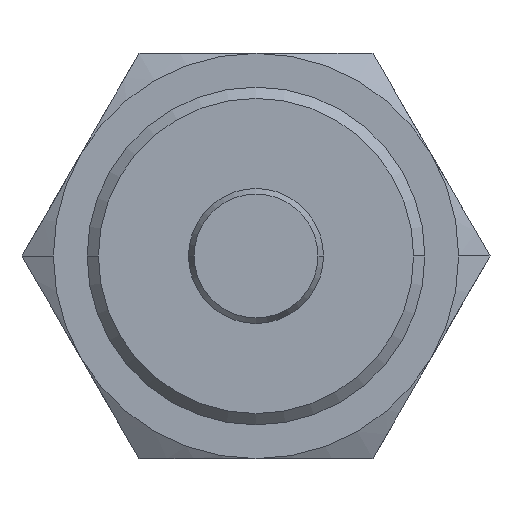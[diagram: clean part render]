
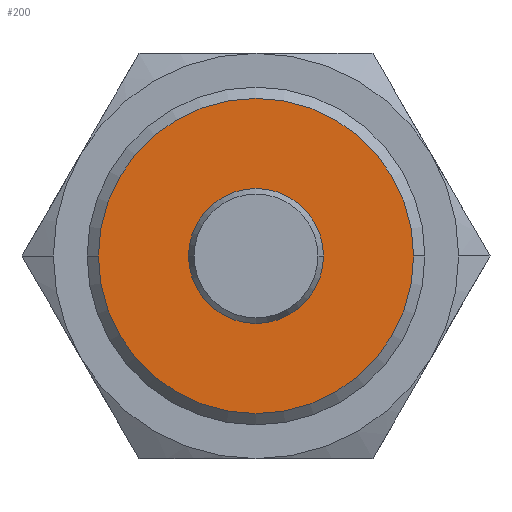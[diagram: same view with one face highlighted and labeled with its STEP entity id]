
A CAD part, front view. The second image highlights one B-rep face of the part: STEP entity #200.
In plain terms, the highlighted planar face has unit normal (0, -1, 0).
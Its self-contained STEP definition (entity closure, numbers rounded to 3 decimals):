
#200=ADVANCED_FACE('',(#330,#331),#332,.T.);
#330=FACE_OUTER_BOUND('',#532,.T.);
#331=FACE_BOUND('',#533,.T.);
#332=PLANE('',#534);
#532=EDGE_LOOP('',(#873,#874));
#533=EDGE_LOOP('',(#875,#876));
#534=AXIS2_PLACEMENT_3D('',#877,#878,#879);
#873=ORIENTED_EDGE('',*,*,#1368,.F.);
#874=ORIENTED_EDGE('',*,*,#1420,.F.);
#875=ORIENTED_EDGE('',*,*,#1373,.T.);
#876=ORIENTED_EDGE('',*,*,#1419,.T.);
#877=CARTESIAN_POINT('',(-9.75,-36.0,0.0));
#878=DIRECTION('',(0.0,-1.0,0.0));
#879=DIRECTION('',(1.0,0.0,0.0));
#1368=EDGE_CURVE('',#1575,#1577,#1578,.T.);
#1373=EDGE_CURVE('',#1581,#1585,#1587,.T.);
#1419=EDGE_CURVE('',#1585,#1581,#1659,.T.);
#1420=EDGE_CURVE('',#1577,#1575,#1660,.T.);
#1575=VERTEX_POINT('',#1893);
#1577=VERTEX_POINT('',#1896);
#1578=CIRCLE('',#1897,14.0);
#1581=VERTEX_POINT('',#1901);
#1585=VERTEX_POINT('',#1906);
#1587=CIRCLE('',#1909,5.5);
#1659=CIRCLE('',#2131,5.5);
#1660=CIRCLE('',#2132,14.0);
#1893=CARTESIAN_POINT('',(-14.0,-36.0,0.0));
#1896=CARTESIAN_POINT('',(14.0,-36.0,0.));
#1897=AXIS2_PLACEMENT_3D('',#2920,#2921,#2922);
#1901=CARTESIAN_POINT('',(-5.5,-36.0,0.0));
#1906=CARTESIAN_POINT('',(5.5,-36.0,0.));
#1909=AXIS2_PLACEMENT_3D('',#2929,#2930,#2931);
#2131=AXIS2_PLACEMENT_3D('',#3015,#3016,#3017);
#2132=AXIS2_PLACEMENT_3D('',#3018,#3019,#3020);
#2920=CARTESIAN_POINT('',(0.0,-36.0,0.0));
#2921=DIRECTION('',(0.0,1.0,0.0));
#2922=DIRECTION('',(-1.0,0.0,0.0));
#2929=CARTESIAN_POINT('',(0.0,-36.0,0.0));
#2930=DIRECTION('',(0.0,1.0,0.0));
#2931=DIRECTION('',(-1.0,0.0,0.0));
#3015=CARTESIAN_POINT('',(0.0,-36.0,0.0));
#3016=DIRECTION('',(0.0,1.0,0.0));
#3017=DIRECTION('',(-1.0,0.0,0.0));
#3018=CARTESIAN_POINT('',(0.0,-36.0,0.0));
#3019=DIRECTION('',(0.0,1.0,0.0));
#3020=DIRECTION('',(-1.0,0.0,0.0));
